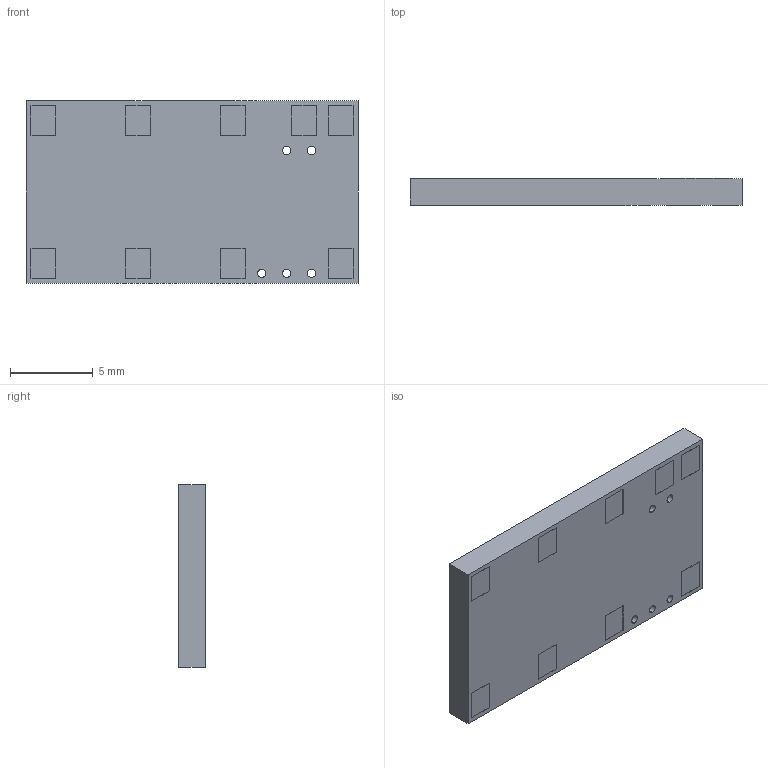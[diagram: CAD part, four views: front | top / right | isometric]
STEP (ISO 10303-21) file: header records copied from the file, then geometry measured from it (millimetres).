
FILE_DESCRIPTION (( 'STEP AP214' ), '1' );
FILE_NAME ('NCS.5820.STEP', '2018-08-03T06:32:07', ( '' ), ( '' ), 'SwSTEP 2.0', 'SolidWorks 2017', '' );
FILE_SCHEMA (( 'AUTOMOTIVE_DESIGN' ));
Length unit declared in the file: millimetre
Products named in the file (1): NCS.5820
Bounding box: 20 x 1.62 x 11 mm (x, y, z)
Volume: 351 mm3; surface area: 552.6 mm2
Topology: 1 solids, 1 shells, 627 faces, 1578 edges, 1052 vertices
Faces by surface type: plane 319, bspline 290, cylinder 18
Entity records: 37239 total; most frequent: CARTESIAN_POINT 17480, ORIENTED_EDGE 3156, DIRECTION 1710, EDGE_CURVE 1578, VERTEX_POINT 1052, VECTOR 962, LINE 962, EDGE_LOOP 736
